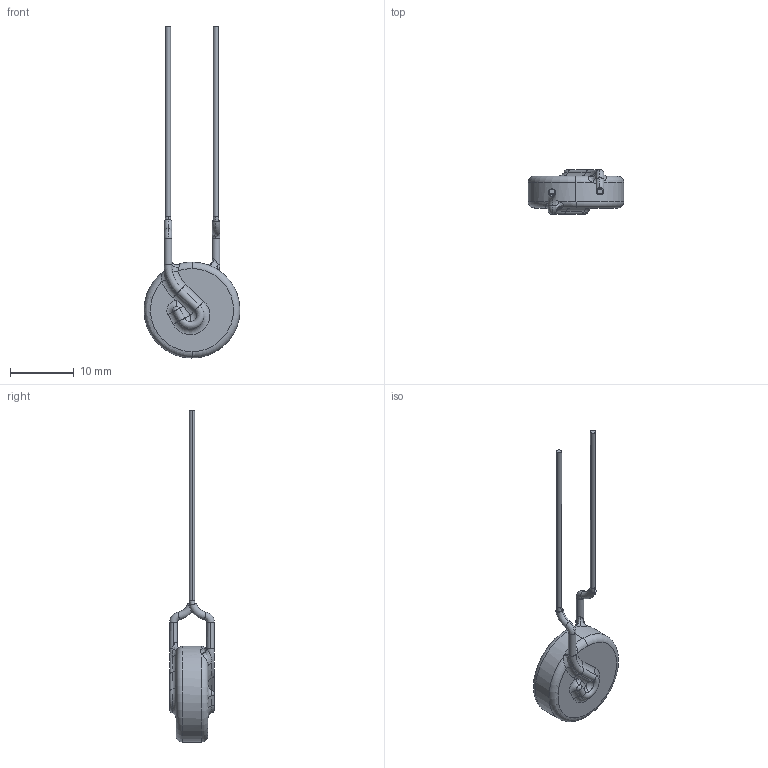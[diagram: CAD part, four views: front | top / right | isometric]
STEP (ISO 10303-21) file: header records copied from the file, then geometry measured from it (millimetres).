
FILE_DESCRIPTION (( 'STEP AP214' ), '1' );
FILE_NAME ('SW3dPS-B57237.STEP', '2009-07-13T06:48:58', ( 'SysAdmin' ), ( 'SolidWorks' ), 'SwSTEP 2.0', 'SolidWorks 2009', '' );
FILE_SCHEMA (( 'AUTOMOTIVE_DESIGN' ));
Length unit declared in the file: millimetre
Products named in the file (1): SW3dPS-B57237
Bounding box: 15 x 7 x 51.98 mm (x, y, z)
Volume: 957.5 mm3; surface area: 799.2 mm2
Topology: 1 solids, 1 shells, 78 faces, 186 edges, 112 vertices
Faces by surface type: torus 36, cylinder 22, bspline 10, plane 8, sphere 2
Entity records: 3422 total; most frequent: CARTESIAN_POINT 823, DIRECTION 426, ORIENTED_EDGE 372, AXIS2_PLACEMENT_3D 199, EDGE_CURVE 186, CIRCLE 130, VERTEX_POINT 112, EDGE_LOOP 80
